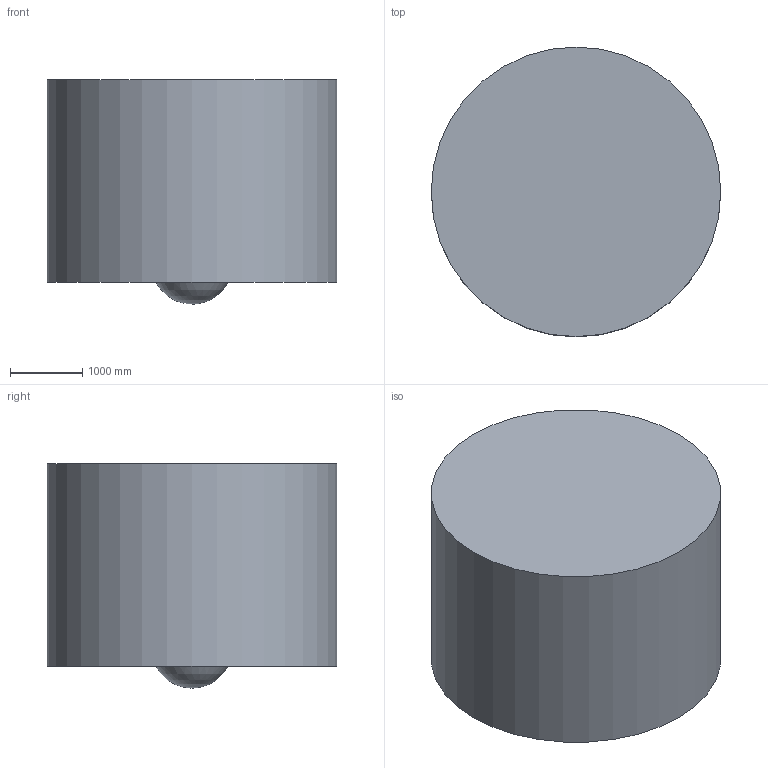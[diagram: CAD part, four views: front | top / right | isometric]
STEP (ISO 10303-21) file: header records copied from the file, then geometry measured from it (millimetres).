
FILE_DESCRIPTION(('FreeCAD Model'),'2;1');
FILE_NAME('bell02.step', '2017-08-18T21:39:42',('Author'),(''), 'Open CASCADE STEP processor 6.8','FreeCAD','Unknown');
FILE_SCHEMA(('AUTOMOTIVE_DESIGN_CC2 { 1 2 10303 214 -1 1 5 4 }'));
Length unit declared in the file: millimetre
Products named in the file (3): ASSEMBLY; AIR; BELL02
Assembly tree (2 placements, depth 2):
  ASSEMBLY
    AIR
    BELL02
Bounding box: 4000 x 4000 x 3100 mm (x, y, z)
Volume: 35467131934.4 mm3; surface area: 69940185.6 mm2
Topology: 2 solids, 2 shells, 17 faces, 37 edges, 24 vertices
Faces by surface type: plane 7, cylinder 5, sphere 3, revolution 2
Full cylindrical faces by diameter (mm): 4000 x1
Entity records: 1101 total; most frequent: CARTESIAN_POINT 272, DIRECTION 163, ORIENTED_EDGE 70, PCURVE 70, DEFINITIONAL_REPRESENTATION 70, LINE 57, VECTOR 57, AXIS2_PLACEMENT_3D 45
